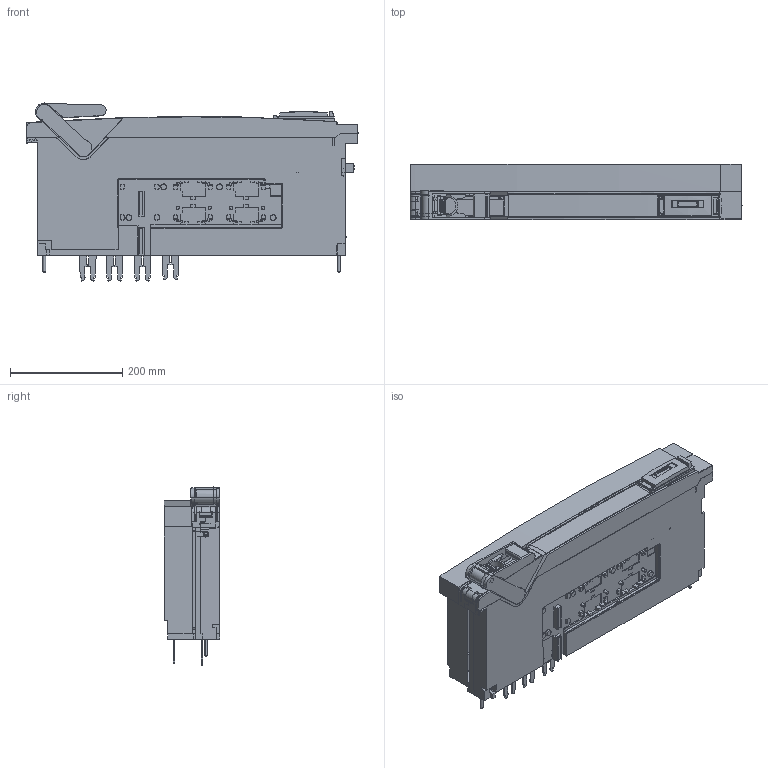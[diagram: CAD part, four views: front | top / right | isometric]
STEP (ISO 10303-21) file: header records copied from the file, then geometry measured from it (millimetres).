
FILE_DESCRIPTION((''),'2;1');
FILE_NAME('PRT0006','2023-08-21T11:45:30',('86177'),(''),'CREO PARAMETRIC BY PTC INC, 2016390','CREO PARAMETRIC BY PTC INC, 2016390','');
FILE_SCHEMA(('AUTOMOTIVE_DESIGN { 1 0 10303 214 1 1 1 1 }'));
Products named in the file (1): PRT0006
Bounding box: 591.48 x 99.2 x 317.13 mm (x, y, z)
Volume: 18943.1 mm3; surface area: 961551.6 mm2
Topology: 1 solids, 119 shells, 2876 faces, 8741 edges, 6053 vertices
Faces by surface type: plane 2085, cylinder 544, cone 201, extrusion 22, torus 15, bspline 8, sphere 1
Entity records: 126223 total; most frequent: CARTESIAN_POINT 21765, ORIENTED_EDGE 16061, DIRECTION 15161, EDGE_CURVE 8728, PRESENTATION_STYLE_ASSIGNMENT 7997, STYLED_ITEM 7814, CURVE_STYLE 7349, VECTOR 6675
